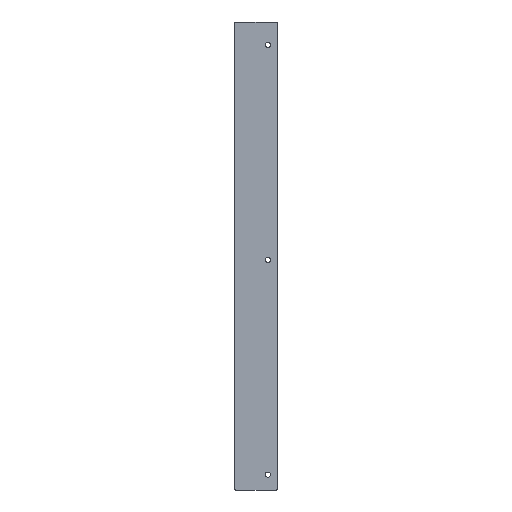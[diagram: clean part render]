
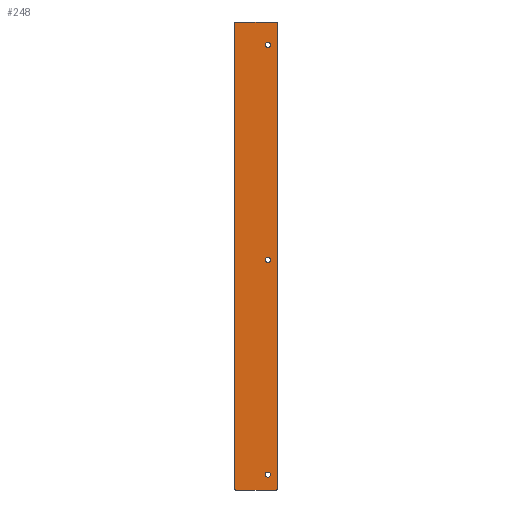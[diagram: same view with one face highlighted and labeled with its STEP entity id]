
A CAD part, front view. The second image highlights one B-rep face of the part: STEP entity #248.
In plain terms, the highlighted planar face has unit normal (0, -1, 0).
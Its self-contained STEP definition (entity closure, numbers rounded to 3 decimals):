
#18=FACE_BOUND('',#53,.T.);
#19=FACE_BOUND('',#54,.T.);
#20=FACE_BOUND('',#55,.T.);
#26=PLANE('',#286);
#36=FACE_OUTER_BOUND('',#52,.T.);
#52=EDGE_LOOP('',(#209,#210,#211,#212,#213,#214,#215,#216));
#53=EDGE_LOOP('',(#217));
#54=EDGE_LOOP('',(#218));
#55=EDGE_LOOP('',(#219));
#63=LINE('',#383,#82);
#69=LINE('',#409,#88);
#72=LINE('',#417,#91);
#74=LINE('',#423,#93);
#82=VECTOR('',#307,10.);
#88=VECTOR('',#333,10.);
#91=VECTOR('',#342,10.);
#93=VECTOR('',#350,10.);
#97=CIRCLE('',#267,2.);
#105=CIRCLE('',#278,2.);
#106=CIRCLE('',#281,2.);
#107=CIRCLE('',#284,2.);
#108=CIRCLE('',#287,3.5);
#109=CIRCLE('',#288,3.5);
#110=CIRCLE('',#289,3.5);
#111=VERTEX_POINT('',#370);
#112=VERTEX_POINT('',#371);
#116=VERTEX_POINT('',#381);
#125=VERTEX_POINT('',#403);
#126=VERTEX_POINT('',#407);
#127=VERTEX_POINT('',#411);
#128=VERTEX_POINT('',#415);
#129=VERTEX_POINT('',#419);
#130=VERTEX_POINT('',#425);
#131=VERTEX_POINT('',#427);
#132=VERTEX_POINT('',#429);
#133=EDGE_CURVE('',#111,#112,#97,.T.);
#139=EDGE_CURVE('',#111,#116,#63,.T.);
#150=EDGE_CURVE('',#125,#116,#105,.T.);
#152=EDGE_CURVE('',#126,#125,#69,.T.);
#154=EDGE_CURVE('',#127,#126,#106,.T.);
#156=EDGE_CURVE('',#127,#128,#72,.T.);
#157=EDGE_CURVE('',#129,#128,#107,.T.);
#159=EDGE_CURVE('',#129,#112,#74,.F.);
#160=EDGE_CURVE('',#130,#130,#108,.T.);
#161=EDGE_CURVE('',#131,#131,#109,.T.);
#162=EDGE_CURVE('',#132,#132,#110,.T.);
#209=ORIENTED_EDGE('',*,*,#133,.F.);
#210=ORIENTED_EDGE('',*,*,#139,.T.);
#211=ORIENTED_EDGE('',*,*,#150,.F.);
#212=ORIENTED_EDGE('',*,*,#152,.F.);
#213=ORIENTED_EDGE('',*,*,#154,.F.);
#214=ORIENTED_EDGE('',*,*,#156,.T.);
#215=ORIENTED_EDGE('',*,*,#157,.F.);
#216=ORIENTED_EDGE('',*,*,#159,.T.);
#217=ORIENTED_EDGE('',*,*,#160,.T.);
#218=ORIENTED_EDGE('',*,*,#161,.T.);
#219=ORIENTED_EDGE('',*,*,#162,.T.);
#248=ADVANCED_FACE('',(#36,#18,#19,#20),#26,.T.);
#267=AXIS2_PLACEMENT_3D('',#372,#297,#298);
#278=AXIS2_PLACEMENT_3D('',#405,#328,#329);
#281=AXIS2_PLACEMENT_3D('',#413,#337,#338);
#284=AXIS2_PLACEMENT_3D('',#420,#345,#346);
#286=AXIS2_PLACEMENT_3D('',#424,#351,#352);
#287=AXIS2_PLACEMENT_3D('',#426,#353,#354);
#288=AXIS2_PLACEMENT_3D('',#428,#355,#356);
#289=AXIS2_PLACEMENT_3D('',#430,#357,#358);
#297=DIRECTION('center_axis',(0.,1.,0.));
#298=DIRECTION('ref_axis',(-0.707,0.,-0.707));
#307=DIRECTION('',(1.,0.,0.));
#328=DIRECTION('center_axis',(0.,1.,0.));
#329=DIRECTION('ref_axis',(0.707,0.,-0.707));
#333=DIRECTION('',(0.,0.,-1.));
#337=DIRECTION('center_axis',(0.,1.,0.));
#338=DIRECTION('ref_axis',(0.707,0.,0.707));
#342=DIRECTION('',(-1.,0.,0.));
#345=DIRECTION('center_axis',(0.,1.,0.));
#346=DIRECTION('ref_axis',(-0.707,0.,0.707));
#350=DIRECTION('',(0.,0.,1.));
#351=DIRECTION('center_axis',(0.,-1.,0.));
#352=DIRECTION('ref_axis',(1.,0.,0.));
#353=DIRECTION('center_axis',(0.,1.,0.));
#354=DIRECTION('ref_axis',(-1.,0.,0.));
#355=DIRECTION('center_axis',(0.,1.,0.));
#356=DIRECTION('ref_axis',(-1.,0.,0.));
#357=DIRECTION('center_axis',(0.,1.,0.));
#358=DIRECTION('ref_axis',(-1.,0.,0.));
#370=CARTESIAN_POINT('',(-27.,-1.,0.));
#371=CARTESIAN_POINT('',(-29.,-1.,2.));
#372=CARTESIAN_POINT('Origin',(-27.,-1.,2.));
#381=CARTESIAN_POINT('',(27.,-1.,0.));
#383=CARTESIAN_POINT('',(18.,-1.,0.));
#403=CARTESIAN_POINT('',(29.,-1.,2.));
#405=CARTESIAN_POINT('Origin',(27.,-1.,2.));
#407=CARTESIAN_POINT('',(29.,-1.,623.));
#409=CARTESIAN_POINT('',(29.,-1.,6.916));
#411=CARTESIAN_POINT('',(27.,-1.,625.));
#413=CARTESIAN_POINT('Origin',(27.,-1.,623.));
#415=CARTESIAN_POINT('',(-27.,-1.,625.));
#417=CARTESIAN_POINT('',(-12.,-1.,625.));
#419=CARTESIAN_POINT('',(-29.,-1.,623.));
#420=CARTESIAN_POINT('Origin',(-27.,-1.,623.));
#423=CARTESIAN_POINT('',(-29.,-1.,163.416));
#424=CARTESIAN_POINT('Origin',(3.,-1.,319.916));
#425=CARTESIAN_POINT('',(19.5,-1.,20.5));
#426=CARTESIAN_POINT('Origin',(16.,-1.,20.5));
#427=CARTESIAN_POINT('',(19.5,-1.,307.5));
#428=CARTESIAN_POINT('Origin',(16.,-1.,307.5));
#429=CARTESIAN_POINT('',(19.5,-1.,594.5));
#430=CARTESIAN_POINT('Origin',(16.,-1.,594.5));
